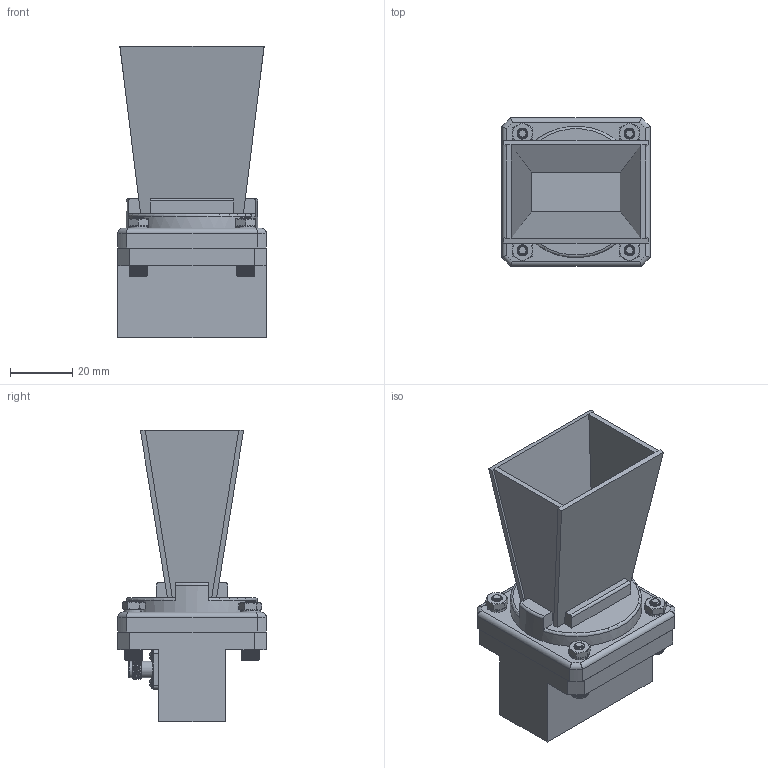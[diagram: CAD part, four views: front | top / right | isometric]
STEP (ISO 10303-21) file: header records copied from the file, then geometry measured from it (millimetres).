
FILE_DESCRIPTION (( 'STEP AP214' ), '1' );
FILE_NAME ('FM9858B-SF-10_3D.STEP', '2021-01-08T19:12:04', ( '' ), ( '' ), 'SwSTEP 2.0', 'SolidWorks 2018', '' );
FILE_SCHEMA (( 'AUTOMOTIVE_DESIGN' ));
Length unit declared in the file: millimetre
Products named in the file (6): FM9858B-SF-10_3D; PE9858B-10; 6-LW; 6-32HN-NARROW_90730A007; PE9884; 6-32SH-HXx.625_92196A150
Assembly tree (14 placements, depth 2):
  FM9858B-SF-10_3D
    PE9884
    PE9858B-10
    6-32SH-HXx.625_92196A150  x4
    6-32HN-NARROW_90730A007  x4
    6-LW  x4
Bounding box: 47.62 x 47.62 x 93.6 mm (x, y, z)
Volume: 55768.4 mm3; surface area: 34677.3 mm2
Topology: 14 solids, 18 shells, 1193 faces, 2795 edges, 1657 vertices
Faces by surface type: plane 729, cone 350, cylinder 62, bspline 43, torus 9
Full cylindrical faces by diameter (mm): 0.914 x1, 1.016 x1, 1.168 x1, 2.578 x4, 3.454 x4, 4.293 x4, 4.318 x4, 4.521 x1, 5.334 x2, 42.164 x1
Entity records: 24493 total; most frequent: CARTESIAN_POINT 13731, ORIENTED_EDGE 2316, DIRECTION 1870, EDGE_CURVE 1158, VERTEX_POINT 732, AXIS2_PLACEMENT_3D 694, EDGE_LOOP 574, FACE_OUTER_BOUND 519
